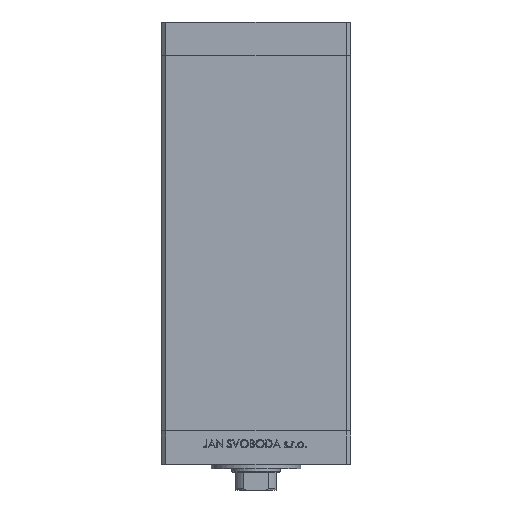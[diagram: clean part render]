
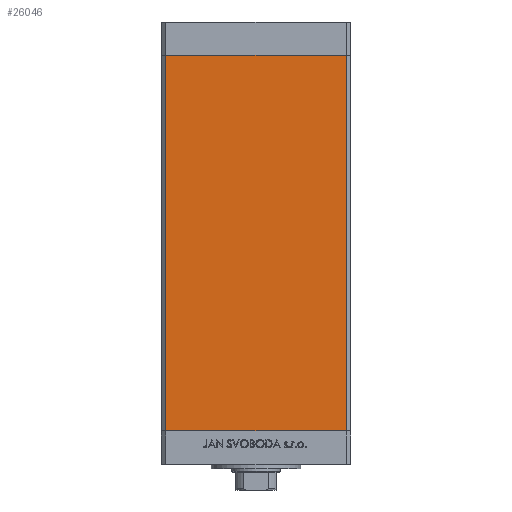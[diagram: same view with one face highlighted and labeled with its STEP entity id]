
A CAD part, front view. The second image highlights one B-rep face of the part: STEP entity #26046.
In plain terms, the highlighted planar face has unit normal (0, -1, 0).
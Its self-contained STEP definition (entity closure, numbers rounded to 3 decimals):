
#425 = CARTESIAN_POINT ( 'NONE',  ( -40.5, -37.5, 0. ) ) ;
#2739 = ORIENTED_EDGE ( 'NONE', *, *, #24032, .F. ) ;
#5865 = DIRECTION ( 'NONE',  ( 1., 0., 0. ) ) ;
#7316 = VERTEX_POINT ( 'NONE', #42814 ) ;
#8815 = VERTEX_POINT ( 'NONE', #47674 ) ;
#9519 = VECTOR ( 'NONE', #5865, 1000. ) ;
#10075 = LINE ( 'NONE', #25166, #9519 ) ;
#11349 = DIRECTION ( 'NONE',  ( 0., 0., 1. ) ) ;
#11841 = DIRECTION ( 'NONE',  ( 0., 1., 0. ) ) ;
#11886 = LINE ( 'NONE', #16325, #29440 ) ;
#14052 = EDGE_CURVE ( 'NONE', #8815, #39422, #26656, .T. ) ;
#15340 = ORIENTED_EDGE ( 'NONE', *, *, #42075, .F. ) ;
#16325 = CARTESIAN_POINT ( 'NONE',  ( -40.5, -37.5, 168.5 ) ) ;
#18274 = ORIENTED_EDGE ( 'NONE', *, *, #14052, .T. ) ;
#18564 = CARTESIAN_POINT ( 'NONE',  ( 40.5, -37.5, 0. ) ) ;
#24032 = EDGE_CURVE ( 'NONE', #35012, #39422, #39067, .T. ) ;
#25166 = CARTESIAN_POINT ( 'NONE',  ( -40.5, -37.5, 168.5 ) ) ;
#26046 = ADVANCED_FACE ( 'NONE', ( #31391 ), #34885, .F. ) ;
#26309 = VECTOR ( 'NONE', #35098, 1000. ) ;
#26656 = LINE ( 'NONE', #425, #48845 ) ;
#27170 = CARTESIAN_POINT ( 'NONE',  ( 40.5, -37.5, 168.5 ) ) ;
#28978 = AXIS2_PLACEMENT_3D ( 'NONE', #30906, #11841, #11349 ) ;
#29440 = VECTOR ( 'NONE', #34676, 1000. ) ;
#30906 = CARTESIAN_POINT ( 'NONE',  ( -40.5, -37.5, 168.5 ) ) ;
#31391 = FACE_OUTER_BOUND ( 'NONE', #34333, .T. ) ;
#31526 = CARTESIAN_POINT ( 'NONE',  ( 40.5, -37.5, 168.5 ) ) ;
#34333 = EDGE_LOOP ( 'NONE', ( #18274, #2739, #15340, #39899 ) ) ;
#34342 = DIRECTION ( 'NONE',  ( 1., 0., 0. ) ) ;
#34676 = DIRECTION ( 'NONE',  ( 0., 0., -1. ) ) ;
#34885 = PLANE ( 'NONE',  #28978 ) ;
#35012 = VERTEX_POINT ( 'NONE', #31526 ) ;
#35098 = DIRECTION ( 'NONE',  ( 0., 0., -1. ) ) ;
#39067 = LINE ( 'NONE', #27170, #26309 ) ;
#39422 = VERTEX_POINT ( 'NONE', #18564 ) ;
#39899 = ORIENTED_EDGE ( 'NONE', *, *, #46806, .T. ) ;
#42075 = EDGE_CURVE ( 'NONE', #7316, #35012, #10075, .T. ) ;
#42814 = CARTESIAN_POINT ( 'NONE',  ( -40.5, -37.5, 168.5 ) ) ;
#46806 = EDGE_CURVE ( 'NONE', #7316, #8815, #11886, .T. ) ;
#47674 = CARTESIAN_POINT ( 'NONE',  ( -40.5, -37.5, 0. ) ) ;
#48845 = VECTOR ( 'NONE', #34342, 1000. ) ;
